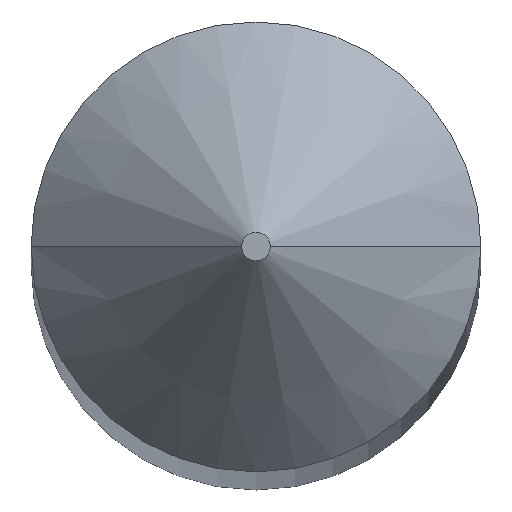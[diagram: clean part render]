
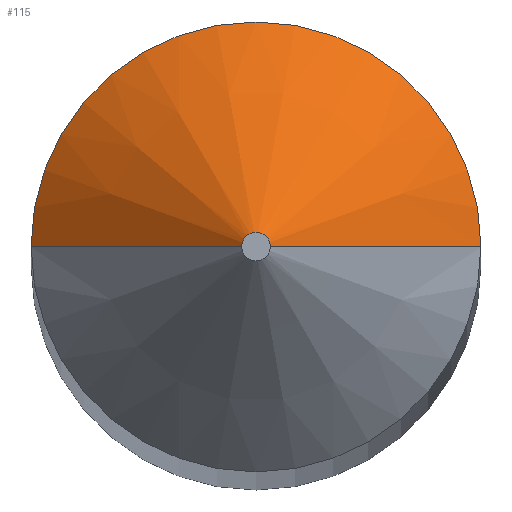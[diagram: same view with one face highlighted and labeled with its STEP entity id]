
A CAD part, top view. The second image highlights one B-rep face of the part: STEP entity #115.
In plain terms, the highlighted conical face has half-angle 45 degrees and reference radius 0.102 mm.
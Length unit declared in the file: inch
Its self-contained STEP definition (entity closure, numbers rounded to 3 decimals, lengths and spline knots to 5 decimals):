
#12 = EDGE_CURVE ( 'NONE', #163, #79, #23, .T. ) ;
#13 = CARTESIAN_POINT ( 'NONE',  ( 0., 0., 3. ) ) ;
#20 = AXIS2_PLACEMENT_3D ( 'NONE', #13, #190, #68 ) ;
#21 = ORIENTED_EDGE ( 'NONE', *, *, #149, .F. ) ;
#23 = LINE ( 'NONE', #99, #88 ) ;
#30 = DIRECTION ( 'NONE',  ( 0., 0., -1. ) ) ;
#46 = DIRECTION ( 'NONE',  ( -1., 0., 0. ) ) ;
#48 = CARTESIAN_POINT ( 'NONE',  ( 0.0625, 0., 2.9415 ) ) ;
#60 = ORIENTED_EDGE ( 'NONE', *, *, #94, .F. ) ;
#62 = FACE_OUTER_BOUND ( 'NONE', #216, .T. ) ;
#65 = LINE ( 'NONE', #101, #91 ) ;
#68 = DIRECTION ( 'NONE',  ( 1., 0., 0. ) ) ;
#74 = DIRECTION ( 'NONE',  ( 0.707, 0., -0.707 ) ) ;
#79 = VERTEX_POINT ( 'NONE', #48 ) ;
#81 = CARTESIAN_POINT ( 'NONE',  ( -0.004, 0., 3. ) ) ;
#88 = VECTOR ( 'NONE', #74, 39.37008 ) ;
#91 = VECTOR ( 'NONE', #152, 39.37008 ) ;
#94 = EDGE_CURVE ( 'NONE', #239, #79, #130, .T. ) ;
#99 = CARTESIAN_POINT ( 'NONE',  ( 0.004, 0., 3. ) ) ;
#101 = CARTESIAN_POINT ( 'NONE',  ( -0.004, 0., 3. ) ) ;
#103 = DIRECTION ( 'NONE',  ( -1., 0., 0. ) ) ;
#107 = DIRECTION ( 'NONE',  ( 0., 0., -1. ) ) ;
#112 = EDGE_CURVE ( 'NONE', #219, #163, #198, .T. ) ;
#115 = ADVANCED_FACE ( 'NONE', ( #62 ), #136, .T. ) ;
#120 = ORIENTED_EDGE ( 'NONE', *, *, #112, .T. ) ;
#130 = CIRCLE ( 'NONE', #157, 0.0625 ) ;
#135 = CARTESIAN_POINT ( 'NONE',  ( -0.0625, 0., 2.9415 ) ) ;
#136 = CONICAL_SURFACE ( 'NONE', #20, 0.004, 0.785 ) ;
#145 = ORIENTED_EDGE ( 'NONE', *, *, #12, .T. ) ;
#149 = EDGE_CURVE ( 'NONE', #219, #239, #65, .T. ) ;
#152 = DIRECTION ( 'NONE',  ( -0.707, 0., -0.707 ) ) ;
#157 = AXIS2_PLACEMENT_3D ( 'NONE', #249, #30, #103 ) ;
#163 = VERTEX_POINT ( 'NONE', #189 ) ;
#189 = CARTESIAN_POINT ( 'NONE',  ( 0.004, 0., 3. ) ) ;
#190 = DIRECTION ( 'NONE',  ( 0., 0., -1. ) ) ;
#198 = CIRCLE ( 'NONE', #211, 0.004 ) ;
#211 = AXIS2_PLACEMENT_3D ( 'NONE', #223, #107, #46 ) ;
#216 = EDGE_LOOP ( 'NONE', ( #21, #120, #145, #60 ) ) ;
#219 = VERTEX_POINT ( 'NONE', #81 ) ;
#223 = CARTESIAN_POINT ( 'NONE',  ( 0., 0., 3. ) ) ;
#239 = VERTEX_POINT ( 'NONE', #135 ) ;
#249 = CARTESIAN_POINT ( 'NONE',  ( 0., 0., 2.9415 ) ) ;
